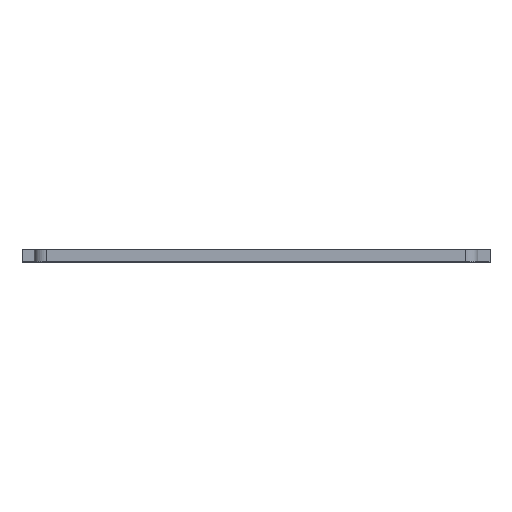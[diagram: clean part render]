
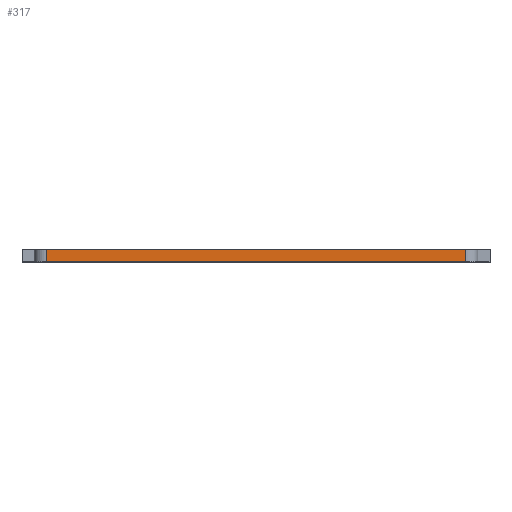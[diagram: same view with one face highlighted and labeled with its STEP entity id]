
A CAD part, top view. The second image highlights one B-rep face of the part: STEP entity #317.
In plain terms, the highlighted planar face has unit normal (0, 0, 1).
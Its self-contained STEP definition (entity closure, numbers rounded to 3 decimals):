
#16 = LINE ( 'NONE', #1014, #810 ) ;
#31 = DIRECTION ( 'NONE',  ( 1., 0., 0. ) ) ;
#118 = EDGE_CURVE ( 'NONE', #166, #1044, #1314, .T. ) ;
#162 = ORIENTED_EDGE ( 'NONE', *, *, #1089, .F. ) ;
#166 = VERTEX_POINT ( 'NONE', #715 ) ;
#168 = CARTESIAN_POINT ( 'NONE',  ( 107., 3., 0. ) ) ;
#201 = CARTESIAN_POINT ( 'NONE',  ( 3., 0., 0. ) ) ;
#317 = ADVANCED_FACE ( 'NONE', ( #828 ), #1115, .F. ) ;
#318 = VERTEX_POINT ( 'NONE', #957 ) ;
#355 = ORIENTED_EDGE ( 'NONE', *, *, #118, .T. ) ;
#439 = VECTOR ( 'NONE', #31, 1000. ) ;
#502 = VERTEX_POINT ( 'NONE', #201 ) ;
#629 = LINE ( 'NONE', #833, #781 ) ;
#707 = AXIS2_PLACEMENT_3D ( 'NONE', #1447, #1527, #1185 ) ;
#715 = CARTESIAN_POINT ( 'NONE',  ( 107., 0., 0. ) ) ;
#738 = EDGE_LOOP ( 'NONE', ( #1852, #355, #162, #1464 ) ) ;
#781 = VECTOR ( 'NONE', #1166, 1000. ) ;
#810 = VECTOR ( 'NONE', #1836, 1000. ) ;
#828 = FACE_OUTER_BOUND ( 'NONE', #738, .T. ) ;
#833 = CARTESIAN_POINT ( 'NONE',  ( 0., 0., 0. ) ) ;
#957 = CARTESIAN_POINT ( 'NONE',  ( 3., 3., 0. ) ) ;
#1014 = CARTESIAN_POINT ( 'NONE',  ( 3., 0., 0. ) ) ;
#1018 = EDGE_CURVE ( 'NONE', #318, #502, #16, .T. ) ;
#1044 = VERTEX_POINT ( 'NONE', #168 ) ;
#1089 = EDGE_CURVE ( 'NONE', #318, #1044, #1364, .T. ) ;
#1115 = PLANE ( 'NONE',  #707 ) ;
#1166 = DIRECTION ( 'NONE',  ( 1., 0., 0. ) ) ;
#1185 = DIRECTION ( 'NONE',  ( -1., 0., 0. ) ) ;
#1271 = VECTOR ( 'NONE', #1978, 1000. ) ;
#1290 = CARTESIAN_POINT ( 'NONE',  ( 107., 3., 0. ) ) ;
#1314 = LINE ( 'NONE', #1290, #1271 ) ;
#1364 = LINE ( 'NONE', #1530, #439 ) ;
#1447 = CARTESIAN_POINT ( 'NONE',  ( 0., 3., 0. ) ) ;
#1464 = ORIENTED_EDGE ( 'NONE', *, *, #1018, .T. ) ;
#1527 = DIRECTION ( 'NONE',  ( 0., 0., -1. ) ) ;
#1530 = CARTESIAN_POINT ( 'NONE',  ( 0., 3., 0. ) ) ;
#1652 = EDGE_CURVE ( 'NONE', #502, #166, #629, .T. ) ;
#1836 = DIRECTION ( 'NONE',  ( 0., -1., 0. ) ) ;
#1852 = ORIENTED_EDGE ( 'NONE', *, *, #1652, .T. ) ;
#1978 = DIRECTION ( 'NONE',  ( 0., 1., 0. ) ) ;
